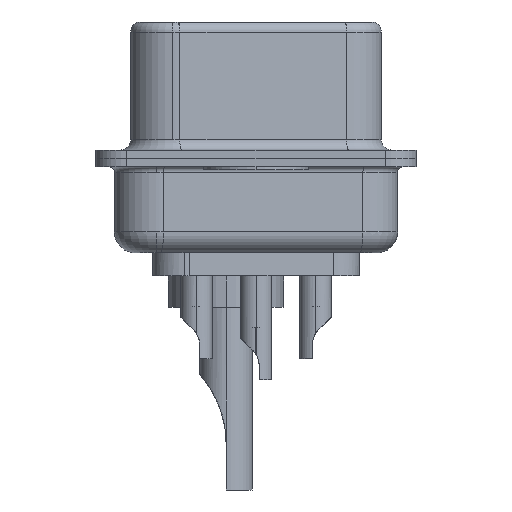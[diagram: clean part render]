
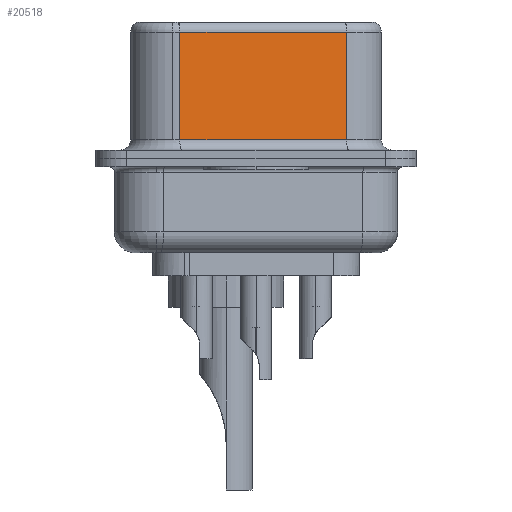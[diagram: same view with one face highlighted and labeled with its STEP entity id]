
A CAD part, left-side view. The second image highlights one B-rep face of the part: STEP entity #20518.
In plain terms, the highlighted planar face has unit normal (-0.985, -0.174, 0).
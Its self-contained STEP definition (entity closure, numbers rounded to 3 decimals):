
#591 = LINE ( 'NONE', #15089, #13374 ) ;
#670 = VERTEX_POINT ( 'NONE', #5210 ) ;
#2193 = ORIENTED_EDGE ( 'NONE', *, *, #12888, .T. ) ;
#3821 = FACE_OUTER_BOUND ( 'NONE', #10690, .T. ) ;
#3885 = ORIENTED_EDGE ( 'NONE', *, *, #27631, .F. ) ;
#3952 = VECTOR ( 'NONE', #9549, 1000. ) ;
#4086 = VERTEX_POINT ( 'NONE', #16099 ) ;
#5210 = CARTESIAN_POINT ( 'NONE',  ( 5.132, -4.322, 6.02 ) ) ;
#5742 = ORIENTED_EDGE ( 'NONE', *, *, #25753, .T. ) ;
#7094 = VERTEX_POINT ( 'NONE', #25441 ) ;
#8522 = DIRECTION ( 'NONE',  ( 0., 0., -1. ) ) ;
#9549 = DIRECTION ( 'NONE',  ( -0.174, 0.985, 0. ) ) ;
#10690 = EDGE_LOOP ( 'NONE', ( #3885, #2193, #14266, #5742 ) ) ;
#10969 = VERTEX_POINT ( 'NONE', #19201 ) ;
#12363 = VECTOR ( 'NONE', #8522, 1000. ) ;
#12888 = EDGE_CURVE ( 'NONE', #670, #7094, #17781, .T. ) ;
#13374 = VECTOR ( 'NONE', #15467, 1000. ) ;
#14266 = ORIENTED_EDGE ( 'NONE', *, *, #27905, .T. ) ;
#15089 = CARTESIAN_POINT ( 'NONE',  ( 3.73, 3.628, 6.52 ) ) ;
#15467 = DIRECTION ( 'NONE',  ( 0., 0., -1. ) ) ;
#15522 = VECTOR ( 'NONE', #23298, 1000. ) ;
#16099 = CARTESIAN_POINT ( 'NONE',  ( 5.132, -4.322, 0.9 ) ) ;
#16930 = CARTESIAN_POINT ( 'NONE',  ( 5.132, -4.322, 0.9 ) ) ;
#17305 = CARTESIAN_POINT ( 'NONE',  ( 5.132, -4.322, 6.52 ) ) ;
#17781 = LINE ( 'NONE', #22155, #3952 ) ;
#18814 = CARTESIAN_POINT ( 'NONE',  ( 5.132, -4.322, 6.52 ) ) ;
#19201 = CARTESIAN_POINT ( 'NONE',  ( 3.73, 3.628, 0.9 ) ) ;
#20518 = ADVANCED_FACE ( 'NONE', ( #3821 ), #27287, .F. ) ;
#20838 = LINE ( 'NONE', #17305, #12363 ) ;
#21333 = AXIS2_PLACEMENT_3D ( 'NONE', #18814, #25201, #27385 ) ;
#22155 = CARTESIAN_POINT ( 'NONE',  ( 5.132, -4.322, 6.02 ) ) ;
#23298 = DIRECTION ( 'NONE',  ( 0.174, -0.985, 0. ) ) ;
#24323 = LINE ( 'NONE', #16930, #15522 ) ;
#25201 = DIRECTION ( 'NONE',  ( 0.985, 0.174, 0. ) ) ;
#25441 = CARTESIAN_POINT ( 'NONE',  ( 3.73, 3.628, 6.02 ) ) ;
#25753 = EDGE_CURVE ( 'NONE', #10969, #4086, #24323, .T. ) ;
#27287 = PLANE ( 'NONE',  #21333 ) ;
#27385 = DIRECTION ( 'NONE',  ( -0.174, 0.985, 0. ) ) ;
#27631 = EDGE_CURVE ( 'NONE', #670, #4086, #20838, .T. ) ;
#27905 = EDGE_CURVE ( 'NONE', #7094, #10969, #591, .T. ) ;
